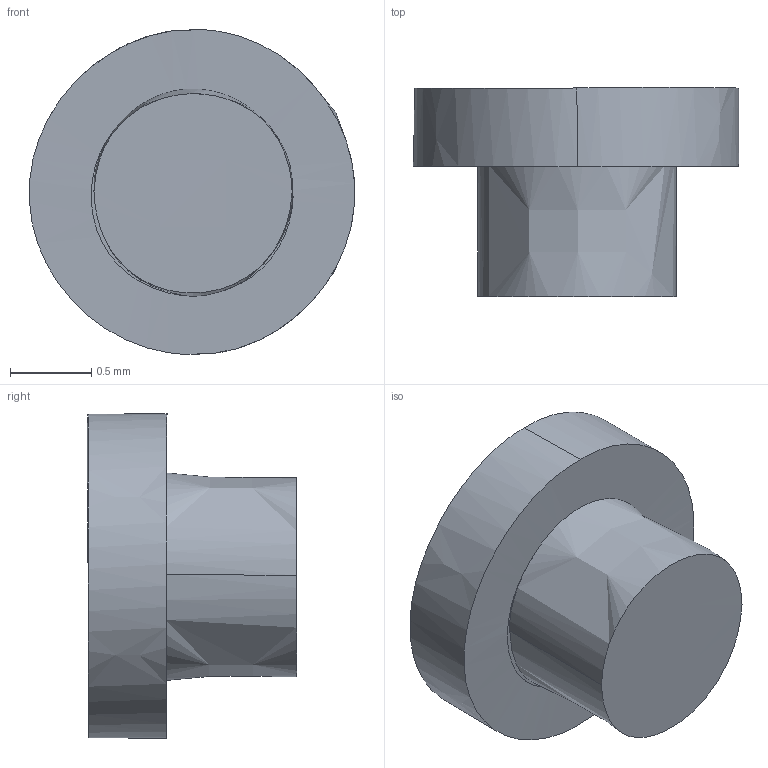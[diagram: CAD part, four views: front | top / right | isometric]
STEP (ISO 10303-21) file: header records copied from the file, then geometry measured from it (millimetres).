
FILE_DESCRIPTION(('Open CASCADE Model'),'2;1');
FILE_NAME('Open CASCADE Shape Model','2024-07-30T17:42:08',('Author'),( 'Open CASCADE'),'Open CASCADE STEP processor 7.5','Open CASCADE 7.5' ,'Unknown');
FILE_SCHEMA(('CONFIG_CONTROL_DESIGN'));
Length unit declared in the file: millimetre
Products named in the file (1): Open CASCADE STEP translator 7.5 513
Bounding box: 2 x 1.29 x 2 mm (x, y, z)
Volume: 1.8 mm3; surface area: 14.2 mm2
Topology: 1 solids, 1 shells, 10 faces, 19 edges, 13 vertices
Faces by surface type: bspline 10
Entity records: 871 total; most frequent: CARTESIAN_POINT 558, B_SPLINE_CURVE_WITH_KNOTS 57, ORIENTED_EDGE 38, PCURVE 38, DEFINITIONAL_REPRESENTATION 38, EDGE_CURVE 19, SURFACE_CURVE 19, VERTEX_POINT 13
